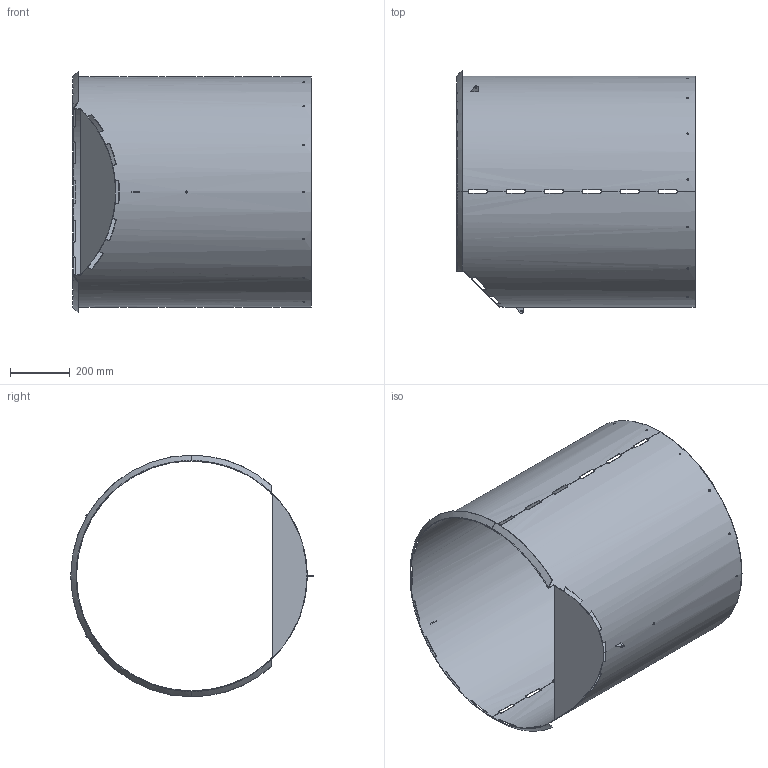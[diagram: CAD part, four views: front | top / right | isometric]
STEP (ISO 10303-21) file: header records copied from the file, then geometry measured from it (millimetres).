
FILE_DESCRIPTION (( 'STEP AP214' ), '1' );
FILE_NAME ('D1001348-v3.STEP', '2013-02-22T17:58:37', ( 'ligo' ), ( 'Microsoft' ), 'SwSTEP 2.0', 'SolidWorks 2013', '' );
FILE_SCHEMA (( 'AUTOMOTIVE_DESIGN' ));
Length unit declared in the file: inch
Products named in the file (4): D1000536_aLIGO_Manifold_Cryo_Baffle_Brace_Brkt; D1001018_aLIGO_Manifold_Cryo_Baffle_Scraper_Blade; D1000570_aLIGO_Manifold_Cryo_Baffle_Cylinder; D1001348-v3
Assembly tree (5 placements, depth 2):
  D1001348-v3
    D1000570_aLIGO_Manifold_Cryo_Baffle_Cylinder
    D1001018_aLIGO_Manifold_Cryo_Baffle_Scraper_Blade
    D1000536_aLIGO_Manifold_Cryo_Baffle_Brace_Brkt  x3
Bounding box: 797.41 x 810.92 x 807.88 mm (x, y, z)
Volume: 2876797.7 mm3; surface area: 3920392.2 mm2
Topology: 5 solids, 5 shells, 343 faces, 1019 edges, 658 vertices
Faces by surface type: plane 193, cylinder 132, cone 11, bspline 7
Entity records: 15252 total; most frequent: CARTESIAN_POINT 6567, ORIENTED_EDGE 1966, DIRECTION 1575, EDGE_CURVE 983, VERTEX_POINT 634, AXIS2_PLACEMENT_3D 540, LINE 495, VECTOR 495
